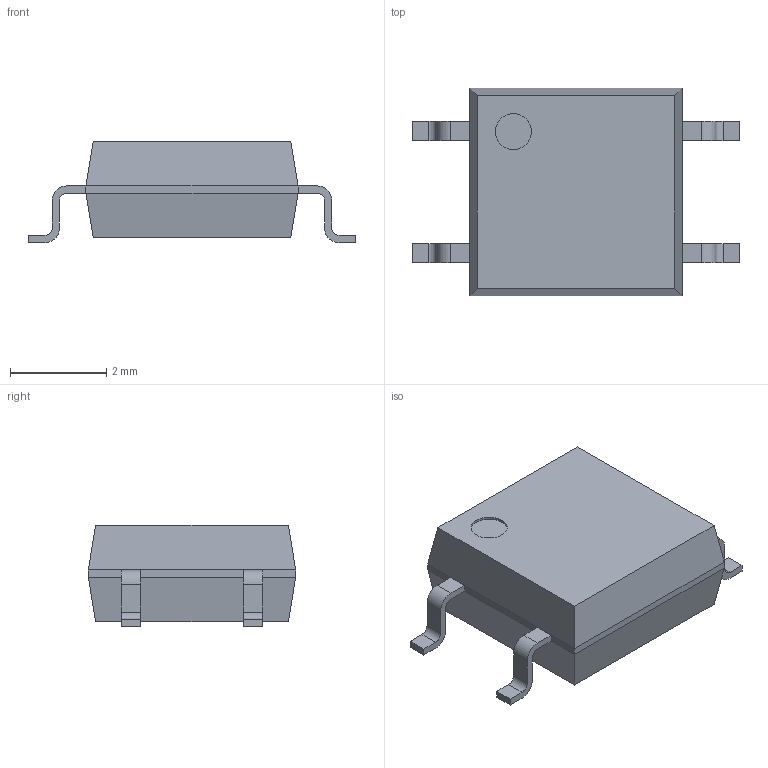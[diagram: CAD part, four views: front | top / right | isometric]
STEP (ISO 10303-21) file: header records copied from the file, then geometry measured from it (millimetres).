
FILE_DESCRIPTION (( 'STEP AP214' ), '1' );
FILE_NAME ('User Library-4-SOP.STEP', '2016-05-23T08:32:01', ( 'Windows User' ), ( '' ), 'SwSTEP 2.0', 'SolidWorks 2016', '' );
FILE_SCHEMA (( 'AUTOMOTIVE_DESIGN' ));
Length unit declared in the file: millimetre
Products named in the file (7): User Library-4-SOP_6; User Library-4-SOP_5; User Library-4-SOP_4; User Library-4-SOP_3; User Library-4-SOP_2; User Library-4-SOP_1; User Library-4-SOP
Assembly tree (6 placements, depth 2):
  User Library-4-SOP
    User Library-4-SOP_1
    User Library-4-SOP_2
    User Library-4-SOP_3
    User Library-4-SOP_4
    User Library-4-SOP_5
    User Library-4-SOP_6
Bounding box: 6.8 x 4.3 x 2.1 mm (x, y, z)
Volume: 35.9 mm3; surface area: 77.6 mm2
Topology: 6 solids, 6 shells, 77 faces, 184 edges, 120 vertices
Faces by surface type: plane 57, cylinder 20
Entity records: 3347 total; most frequent: DIRECTION 396, CARTESIAN_POINT 390, ORIENTED_EDGE 368, EDGE_CURVE 184, LINE 144, VECTOR 144, AXIS2_PLACEMENT_3D 126, VERTEX_POINT 120
